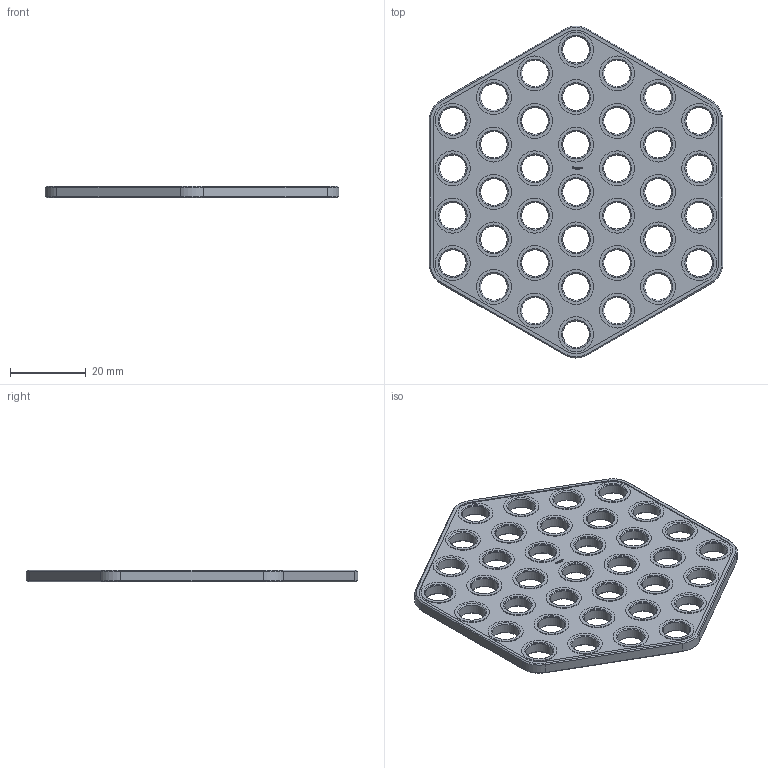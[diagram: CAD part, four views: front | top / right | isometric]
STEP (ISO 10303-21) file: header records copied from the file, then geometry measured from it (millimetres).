
FILE_DESCRIPTION(('FreeCAD Model'),'2;1');
FILE_NAME('Open CASCADE Shape Model','2024-01-31T19:17:08',(''),(''), 'Open CASCADE STEP processor 7.6','FreeCAD','Unknown');
FILE_SCHEMA(('AUTOMOTIVE_DESIGN { 1 0 10303 214 1 1 1 1 }'));
Length unit declared in the file: millimetre
Products named in the file (1): Plate HEX CRNR BU07x00.25 - SPN-PLT-0003 (stemfie.org)
Bounding box: 77.45 x 87.5 x 3.12 mm (x, y, z)
Volume: 11159.3 mm3; surface area: 10781.6 mm2
Topology: 1 solids, 1 shells, 750 faces, 1910 edges, 1232 vertices
Faces by surface type: plane 362, extrusion 170, cone 132, cylinder 86
Full cylindrical faces by diameter (mm): 7 x37, 9.2 x37
Entity records: 48862 total; most frequent: CARTESIAN_POINT 11133, DIRECTION 6466, VECTOR 4488, LINE 4318, ORIENTED_EDGE 3820, PCURVE 3820, DEFINITIONAL_REPRESENTATION 3820, EDGE_CURVE 1910
